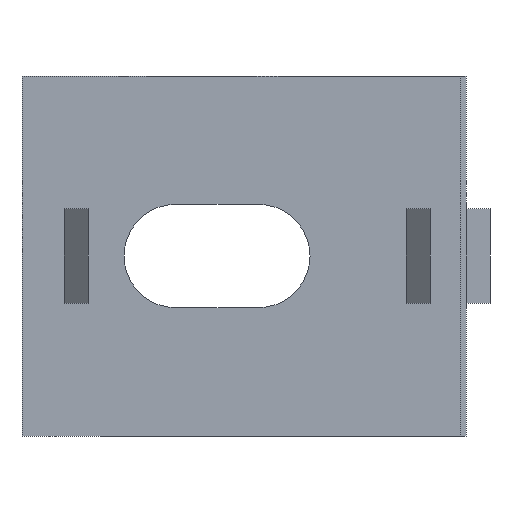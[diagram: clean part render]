
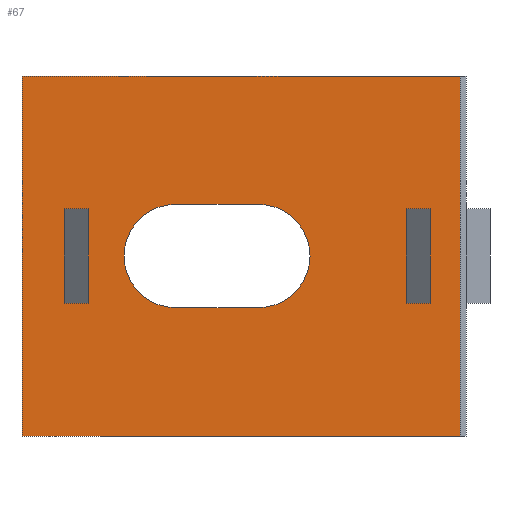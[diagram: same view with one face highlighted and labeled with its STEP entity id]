
A CAD part, front view. The second image highlights one B-rep face of the part: STEP entity #67.
In plain terms, the highlighted planar face has unit normal (0, -1, 0).
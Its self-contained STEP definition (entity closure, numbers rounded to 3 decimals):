
#67=ADVANCED_FACE('',(#440,#442,#444,#446),#448,.T.);
#440=FACE_BOUND('',#441,.T.);
#441=EDGE_LOOP('',(#746,#747,#748,#749));
#442=FACE_BOUND('',#443,.T.);
#443=EDGE_LOOP('',(#750,#751,#752,#753));
#444=FACE_BOUND('',#445,.T.);
#445=EDGE_LOOP('',(#754,#755,#756,#757));
#446=FACE_BOUND('',#447,.T.);
#447=EDGE_LOOP('',(#758,#759,#760,#761));
#448=PLANE('',#449);
#449=AXIS2_PLACEMENT_3D('',#450,#451,#452);
#450=CARTESIAN_POINT('',(-37.,0.,-15.));
#451=DIRECTION('',(0.,-1.,0.));
#452=DIRECTION('',(1.,0.,0.));
#746=ORIENTED_EDGE('',*,*,#956,.T.);
#747=ORIENTED_EDGE('',*,*,#957,.F.);
#748=ORIENTED_EDGE('',*,*,#958,.F.);
#749=ORIENTED_EDGE('',*,*,#959,.T.);
#750=ORIENTED_EDGE('',*,*,#960,.T.);
#751=ORIENTED_EDGE('',*,*,#961,.T.);
#752=ORIENTED_EDGE('',*,*,#962,.T.);
#753=ORIENTED_EDGE('',*,*,#963,.T.);
#754=ORIENTED_EDGE('',*,*,#964,.F.);
#755=ORIENTED_EDGE('',*,*,#965,.F.);
#756=ORIENTED_EDGE('',*,*,#966,.F.);
#757=ORIENTED_EDGE('',*,*,#967,.F.);
#758=ORIENTED_EDGE('',*,*,#968,.F.);
#759=ORIENTED_EDGE('',*,*,#969,.F.);
#760=ORIENTED_EDGE('',*,*,#970,.F.);
#761=ORIENTED_EDGE('',*,*,#971,.F.);
#956=EDGE_CURVE('',#1077,#1078,#1079,.T.);
#957=EDGE_CURVE('',#1080,#1078,#1081,.T.);
#958=EDGE_CURVE('',#1082,#1080,#1083,.T.);
#959=EDGE_CURVE('',#1082,#1077,#1084,.T.);
#960=EDGE_CURVE('',#1085,#1086,#1087,.F.);
#961=EDGE_CURVE('',#1086,#1088,#1089,.T.);
#962=EDGE_CURVE('',#1088,#1090,#1091,.F.);
#963=EDGE_CURVE('',#1090,#1085,#1092,.T.);
#964=EDGE_CURVE('',#1093,#1094,#1095,.T.);
#965=EDGE_CURVE('',#1096,#1093,#1097,.F.);
#966=EDGE_CURVE('',#1098,#1096,#1099,.T.);
#967=EDGE_CURVE('',#1094,#1098,#1100,.T.);
#968=EDGE_CURVE('',#1101,#1102,#1103,.T.);
#969=EDGE_CURVE('',#1104,#1101,#1105,.F.);
#970=EDGE_CURVE('',#1106,#1104,#1107,.T.);
#971=EDGE_CURVE('',#1102,#1106,#1108,.T.);
#1077=VERTEX_POINT('',#1286);
#1078=VERTEX_POINT('',#1287);
#1079=LINE('',#1288,#1289);
#1080=VERTEX_POINT('',#1291);
#1081=LINE('',#1292,#1293);
#1082=VERTEX_POINT('',#1295);
#1083=LINE('',#1296,#1297);
#1084=LINE('',#1299,#1300);
#1085=VERTEX_POINT('',#1302);
#1086=VERTEX_POINT('',#1303);
#1087=LINE('',#1304,#1305);
#1088=VERTEX_POINT('',#1307);
#1089=CIRCLE('',#1308,4.3);
#1090=VERTEX_POINT('',#1312);
#1091=LINE('',#1313,#1314);
#1092=CIRCLE('',#1316,4.3);
#1093=VERTEX_POINT('',#1320);
#1094=VERTEX_POINT('',#1321);
#1095=LINE('',#1322,#1323);
#1096=VERTEX_POINT('',#1325);
#1097=LINE('',#1326,#1327);
#1098=VERTEX_POINT('',#1329);
#1099=LINE('',#1330,#1331);
#1100=LINE('',#1333,#1334);
#1101=VERTEX_POINT('',#1336);
#1102=VERTEX_POINT('',#1337);
#1103=LINE('',#1338,#1339);
#1104=VERTEX_POINT('',#1341);
#1105=LINE('',#1342,#1343);
#1106=VERTEX_POINT('',#1345);
#1107=LINE('',#1346,#1347);
#1108=LINE('',#1349,#1350);
#1286=CARTESIAN_POINT('',(-0.5,0.,-15.));
#1287=CARTESIAN_POINT('',(-0.5,0.,15.));
#1288=CARTESIAN_POINT('',(-0.5,0.,-15.));
#1289=VECTOR('',#1290,1.);
#1290=DIRECTION('',(0.,0.,1.));
#1291=CARTESIAN_POINT('',(-37.,0.,15.));
#1292=CARTESIAN_POINT('',(-37.,0.,15.));
#1293=VECTOR('',#1294,1.);
#1294=DIRECTION('',(1.,0.,0.));
#1295=CARTESIAN_POINT('',(-37.,0.,-15.));
#1296=CARTESIAN_POINT('',(-37.,0.,-15.));
#1297=VECTOR('',#1298,1.);
#1298=DIRECTION('',(0.,0.,1.));
#1299=CARTESIAN_POINT('',(-37.,0.,-15.));
#1300=VECTOR('',#1301,1.);
#1301=DIRECTION('',(1.,0.,0.));
#1302=CARTESIAN_POINT('',(-17.3,0.,-4.3));
#1303=CARTESIAN_POINT('',(-24.2,0.,-4.3));
#1304=CARTESIAN_POINT('',(-24.2,0.,-4.3));
#1305=VECTOR('',#1306,1.);
#1306=DIRECTION('',(1.,0.,0.));
#1307=CARTESIAN_POINT('',(-24.2,0.,4.3));
#1308=AXIS2_PLACEMENT_3D('',#1309,#1310,#1311);
#1309=CARTESIAN_POINT('',(-24.2,0.,0.));
#1310=DIRECTION('',(-0.,1.,0.));
#1311=DIRECTION('',(0.,0.,-1.));
#1312=CARTESIAN_POINT('',(-17.3,0.,4.3));
#1313=CARTESIAN_POINT('',(-17.3,0.,4.3));
#1314=VECTOR('',#1315,1.);
#1315=DIRECTION('',(-1.,0.,0.));
#1316=AXIS2_PLACEMENT_3D('',#1317,#1318,#1319);
#1317=CARTESIAN_POINT('',(-17.3,0.,0.));
#1318=DIRECTION('',(-0.,1.,0.));
#1319=DIRECTION('',(0.,0.,1.));
#1320=CARTESIAN_POINT('',(-31.5,0.,-3.95));
#1321=CARTESIAN_POINT('',(-31.5,0.,3.95));
#1322=CARTESIAN_POINT('',(-31.5,0.,-3.95));
#1323=VECTOR('',#1324,1.);
#1324=DIRECTION('',(0.,0.,1.));
#1325=CARTESIAN_POINT('',(-33.5,0.,-3.95));
#1326=CARTESIAN_POINT('',(-31.5,0.,-3.95));
#1327=VECTOR('',#1328,1.);
#1328=DIRECTION('',(-1.,0.,0.));
#1329=CARTESIAN_POINT('',(-33.5,0.,3.95));
#1330=CARTESIAN_POINT('',(-33.5,0.,3.95));
#1331=VECTOR('',#1332,1.);
#1332=DIRECTION('',(0.,0.,-1.));
#1333=CARTESIAN_POINT('',(-31.5,0.,3.95));
#1334=VECTOR('',#1335,1.);
#1335=DIRECTION('',(-1.,0.,0.));
#1336=CARTESIAN_POINT('',(-3.,0.,-3.95));
#1337=CARTESIAN_POINT('',(-3.,0.,3.95));
#1338=CARTESIAN_POINT('',(-3.,0.,-3.95));
#1339=VECTOR('',#1340,1.);
#1340=DIRECTION('',(0.,0.,1.));
#1341=CARTESIAN_POINT('',(-5.,0.,-3.95));
#1342=CARTESIAN_POINT('',(-3.,0.,-3.95));
#1343=VECTOR('',#1344,1.);
#1344=DIRECTION('',(-1.,0.,0.));
#1345=CARTESIAN_POINT('',(-5.,0.,3.95));
#1346=CARTESIAN_POINT('',(-5.,0.,3.95));
#1347=VECTOR('',#1348,1.);
#1348=DIRECTION('',(0.,0.,-1.));
#1349=CARTESIAN_POINT('',(-3.,0.,3.95));
#1350=VECTOR('',#1351,1.);
#1351=DIRECTION('',(-1.,0.,0.));
